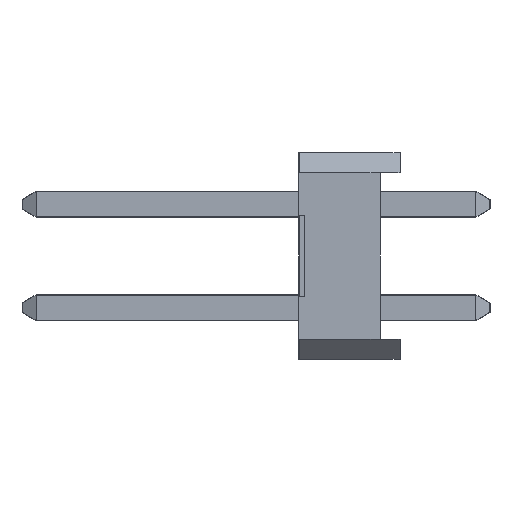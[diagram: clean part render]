
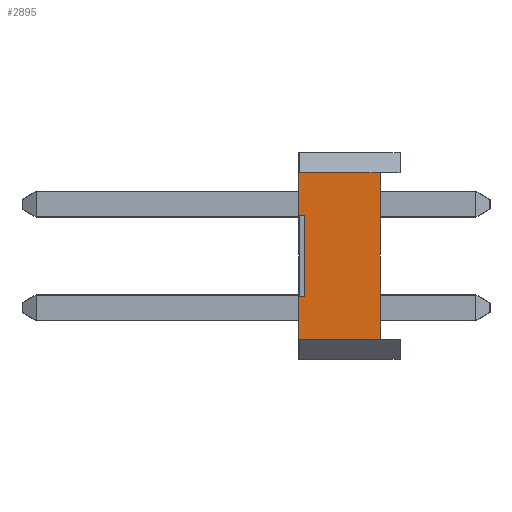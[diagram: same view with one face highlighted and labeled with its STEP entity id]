
A CAD part, left-side view. The second image highlights one B-rep face of the part: STEP entity #2895.
In plain terms, the highlighted planar face has unit normal (-1, 0, 0).
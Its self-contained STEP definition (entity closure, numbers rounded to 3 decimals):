
#4 = VERTEX_POINT ( 'NONE', #905 ) ;
#42 = DIRECTION ( 'NONE',  ( 0., 0., 1. ) ) ;
#74 = CARTESIAN_POINT ( 'NONE',  ( -1.27, 2.5, 1.01 ) ) ;
#96 = VERTEX_POINT ( 'NONE', #74 ) ;
#104 = CARTESIAN_POINT ( 'NONE',  ( -1.27, 2.49, -1.01 ) ) ;
#125 = ORIENTED_EDGE ( 'NONE', *, *, #2979, .T. ) ;
#173 = CARTESIAN_POINT ( 'NONE',  ( -1.27, 2.49, -1. ) ) ;
#177 = CARTESIAN_POINT ( 'NONE',  ( -1.27, 2.5, 2.03 ) ) ;
#200 = VECTOR ( 'NONE', #1516, 1000. ) ;
#330 = VERTEX_POINT ( 'NONE', #177 ) ;
#380 = LINE ( 'NONE', #670, #1708 ) ;
#385 = VECTOR ( 'NONE', #391, 1000. ) ;
#388 = LINE ( 'NONE', #1019, #422 ) ;
#391 = DIRECTION ( 'NONE',  ( 0., 0., 1. ) ) ;
#396 = DIRECTION ( 'NONE',  ( 0., 0., 1. ) ) ;
#419 = DIRECTION ( 'NONE',  ( 0., 1., 0. ) ) ;
#421 = ORIENTED_EDGE ( 'NONE', *, *, #2953, .F. ) ;
#422 = VECTOR ( 'NONE', #3623, 1000. ) ;
#445 = VERTEX_POINT ( 'NONE', #1467 ) ;
#470 = VECTOR ( 'NONE', #1070, 1000. ) ;
#486 = EDGE_CURVE ( 'NONE', #2399, #2938, #2270, .T. ) ;
#507 = AXIS2_PLACEMENT_3D ( 'NONE', #2329, #3487, #2154 ) ;
#524 = EDGE_CURVE ( 'NONE', #681, #4, #1509, .T. ) ;
#564 = CARTESIAN_POINT ( 'NONE',  ( -1.27, 2.49, 1. ) ) ;
#569 = VERTEX_POINT ( 'NONE', #2131 ) ;
#630 = AXIS2_PLACEMENT_3D ( 'NONE', #104, #2663, #2110 ) ;
#647 = LINE ( 'NONE', #1808, #200 ) ;
#670 = CARTESIAN_POINT ( 'NONE',  ( -1.27, 2.5, 2.04 ) ) ;
#681 = VERTEX_POINT ( 'NONE', #3091 ) ;
#730 = VECTOR ( 'NONE', #419, 1000. ) ;
#733 = ORIENTED_EDGE ( 'NONE', *, *, #3392, .F. ) ;
#905 = CARTESIAN_POINT ( 'NONE',  ( -1.27, 0.5, 2.04 ) ) ;
#912 = CARTESIAN_POINT ( 'NONE',  ( -1.27, 0.5, 2.04 ) ) ;
#971 = LINE ( 'NONE', #2150, #2590 ) ;
#1019 = CARTESIAN_POINT ( 'NONE',  ( -1.27, -4.081, 2.04 ) ) ;
#1070 = DIRECTION ( 'NONE',  ( 0., 1., 0. ) ) ;
#1108 = LINE ( 'NONE', #2310, #470 ) ;
#1145 = PLANE ( 'NONE',  #507 ) ;
#1222 = CARTESIAN_POINT ( 'NONE',  ( -1.27, 2.49, 1.01 ) ) ;
#1281 = CIRCLE ( 'NONE', #2342, 0.01 ) ;
#1303 = EDGE_CURVE ( 'NONE', #2366, #2938, #380, .T. ) ;
#1309 = VERTEX_POINT ( 'NONE', #2375 ) ;
#1387 = LINE ( 'NONE', #3154, #1787 ) ;
#1419 = ORIENTED_EDGE ( 'NONE', *, *, #2193, .T. ) ;
#1467 = CARTESIAN_POINT ( 'NONE',  ( -1.27, 2.35, 1. ) ) ;
#1509 = LINE ( 'NONE', #912, #385 ) ;
#1516 = DIRECTION ( 'NONE',  ( 0., 1., 0. ) ) ;
#1664 = ORIENTED_EDGE ( 'NONE', *, *, #486, .T. ) ;
#1708 = VECTOR ( 'NONE', #42, 1000. ) ;
#1787 = VECTOR ( 'NONE', #2605, 1000. ) ;
#1808 = CARTESIAN_POINT ( 'NONE',  ( -1.27, -4.081, -2.04 ) ) ;
#1934 = EDGE_CURVE ( 'NONE', #445, #3250, #1108, .T. ) ;
#1961 = ORIENTED_EDGE ( 'NONE', *, *, #3187, .F. ) ;
#1962 = AXIS2_PLACEMENT_3D ( 'NONE', #3276, #2092, #2168 ) ;
#1971 = VERTEX_POINT ( 'NONE', #3141 ) ;
#2092 = DIRECTION ( 'NONE',  ( -1., 0., 0. ) ) ;
#2110 = DIRECTION ( 'NONE',  ( 0., 0., 1. ) ) ;
#2116 = DIRECTION ( 'NONE',  ( -1., 0., 0. ) ) ;
#2131 = CARTESIAN_POINT ( 'NONE',  ( -1.27, 2.35, -1. ) ) ;
#2150 = CARTESIAN_POINT ( 'NONE',  ( -1.27, 2.35, -1. ) ) ;
#2154 = DIRECTION ( 'NONE',  ( 0., 0., 1. ) ) ;
#2168 = DIRECTION ( 'NONE',  ( 0., 0., 1. ) ) ;
#2176 = ORIENTED_EDGE ( 'NONE', *, *, #524, .T. ) ;
#2193 = EDGE_CURVE ( 'NONE', #569, #2399, #2196, .T. ) ;
#2196 = LINE ( 'NONE', #2433, #730 ) ;
#2212 = CIRCLE ( 'NONE', #3369, 0.01 ) ;
#2241 = EDGE_CURVE ( 'NONE', #4, #1309, #388, .T. ) ;
#2270 = CIRCLE ( 'NONE', #630, 0.01 ) ;
#2303 = DIRECTION ( 'NONE',  ( -1., 0., 0. ) ) ;
#2310 = CARTESIAN_POINT ( 'NONE',  ( -1.27, 2.35, 1. ) ) ;
#2329 = CARTESIAN_POINT ( 'NONE',  ( -1.27, -4.081, 2.04 ) ) ;
#2342 = AXIS2_PLACEMENT_3D ( 'NONE', #1222, #2116, #396 ) ;
#2366 = VERTEX_POINT ( 'NONE', #3162 ) ;
#2375 = CARTESIAN_POINT ( 'NONE',  ( -1.27, 2.49, 2.04 ) ) ;
#2399 = VERTEX_POINT ( 'NONE', #173 ) ;
#2418 = ORIENTED_EDGE ( 'NONE', *, *, #1303, .F. ) ;
#2433 = CARTESIAN_POINT ( 'NONE',  ( -1.27, 2.35, -1. ) ) ;
#2440 = CARTESIAN_POINT ( 'NONE',  ( -1.27, 2.5, -1.01 ) ) ;
#2590 = VECTOR ( 'NONE', #3310, 1000. ) ;
#2605 = DIRECTION ( 'NONE',  ( 0., 0., 1. ) ) ;
#2608 = FACE_OUTER_BOUND ( 'NONE', #3100, .T. ) ;
#2646 = CARTESIAN_POINT ( 'NONE',  ( -1.27, 2.49, -2.03 ) ) ;
#2663 = DIRECTION ( 'NONE',  ( -1., 0., 0. ) ) ;
#2881 = ORIENTED_EDGE ( 'NONE', *, *, #3302, .T. ) ;
#2895 = ADVANCED_FACE ( 'NONE', ( #2608 ), #1145, .T. ) ;
#2938 = VERTEX_POINT ( 'NONE', #2440 ) ;
#2942 = CIRCLE ( 'NONE', #1962, 0.01 ) ;
#2953 = EDGE_CURVE ( 'NONE', #681, #1971, #647, .T. ) ;
#2979 = EDGE_CURVE ( 'NONE', #96, #3250, #1281, .T. ) ;
#3091 = CARTESIAN_POINT ( 'NONE',  ( -1.27, 0.5, -2.04 ) ) ;
#3100 = EDGE_LOOP ( 'NONE', ( #3666, #2881, #1961, #125, #3637, #733, #1419, #1664, #2418, #3340, #421, #2176 ) ) ;
#3141 = CARTESIAN_POINT ( 'NONE',  ( -1.27, 2.49, -2.04 ) ) ;
#3154 = CARTESIAN_POINT ( 'NONE',  ( -1.27, 2.5, 2.04 ) ) ;
#3162 = CARTESIAN_POINT ( 'NONE',  ( -1.27, 2.5, -2.03 ) ) ;
#3187 = EDGE_CURVE ( 'NONE', #96, #330, #1387, .T. ) ;
#3190 = EDGE_CURVE ( 'NONE', #2366, #1971, #2212, .T. ) ;
#3194 = DIRECTION ( 'NONE',  ( 0., 0., 1. ) ) ;
#3250 = VERTEX_POINT ( 'NONE', #564 ) ;
#3276 = CARTESIAN_POINT ( 'NONE',  ( -1.27, 2.49, 2.03 ) ) ;
#3302 = EDGE_CURVE ( 'NONE', #1309, #330, #2942, .T. ) ;
#3310 = DIRECTION ( 'NONE',  ( 0., 0., 1. ) ) ;
#3340 = ORIENTED_EDGE ( 'NONE', *, *, #3190, .T. ) ;
#3369 = AXIS2_PLACEMENT_3D ( 'NONE', #2646, #2303, #3194 ) ;
#3392 = EDGE_CURVE ( 'NONE', #569, #445, #971, .T. ) ;
#3487 = DIRECTION ( 'NONE',  ( -1., 0., 0. ) ) ;
#3623 = DIRECTION ( 'NONE',  ( 0., 1., 0. ) ) ;
#3637 = ORIENTED_EDGE ( 'NONE', *, *, #1934, .F. ) ;
#3666 = ORIENTED_EDGE ( 'NONE', *, *, #2241, .T. ) ;
